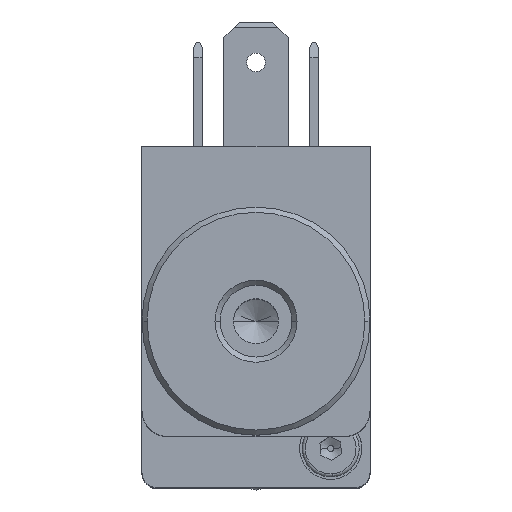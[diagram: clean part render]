
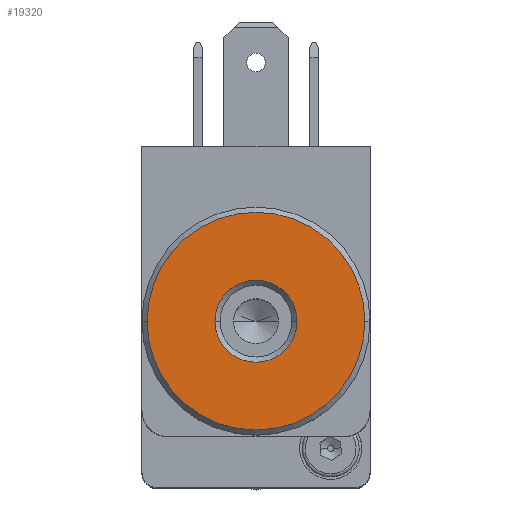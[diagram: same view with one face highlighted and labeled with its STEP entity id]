
A CAD part, top view. The second image highlights one B-rep face of the part: STEP entity #19320.
In plain terms, the highlighted face is planar.
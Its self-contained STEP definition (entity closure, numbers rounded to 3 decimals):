
#19090=CARTESIAN_POINT('',(-10.5,0.,-2.25));
#19091=VERTEX_POINT('',#19090);
#19098=CARTESIAN_POINT('',(10.5,0.0,-2.25));
#19099=VERTEX_POINT('',#19098);
#19100=CARTESIAN_POINT('',(0.0,0.0,-2.25));
#19101=DIRECTION('',(0.0,0.0,1.0));
#19102=DIRECTION('',(-1.0,0.0,0.0));
#19103=AXIS2_PLACEMENT_3D('',#19100,#19101,#19102);
#19104=CIRCLE('',#19103,10.5);
#19105=EDGE_CURVE('',#19091,#19099,#19104,.T.);
#19164=CARTESIAN_POINT('',(-3.956,0.,-2.25));
#19165=VERTEX_POINT('',#19164);
#19179=CARTESIAN_POINT('',(3.956,0.0,-2.25));
#19180=VERTEX_POINT('',#19179);
#19187=CARTESIAN_POINT('',(0.0,0.0,-2.25));
#19188=DIRECTION('',(0.0,0.0,-1.0));
#19189=DIRECTION('',(-1.0,0.0,0.0));
#19190=AXIS2_PLACEMENT_3D('',#19187,#19188,#19189);
#19191=CIRCLE('',#19190,3.956);
#19192=EDGE_CURVE('',#19180,#19165,#19191,.T.);
#19289=CARTESIAN_POINT('',(0.0,0.0,-2.25));
#19290=DIRECTION('',(0.0,0.0,-1.0));
#19291=DIRECTION('',(-1.0,0.0,0.0));
#19292=AXIS2_PLACEMENT_3D('',#19289,#19290,#19291);
#19293=CIRCLE('',#19292,3.956);
#19294=EDGE_CURVE('',#19165,#19180,#19293,.T.);
#19301=CARTESIAN_POINT('',(0.92,0.0,-2.25));
#19302=DIRECTION('',(0.0,0.0,1.0));
#19303=DIRECTION('',(1.0,0.0,0.0));
#19304=AXIS2_PLACEMENT_3D('',#19301,#19302,#19303);
#19305=PLANE('',#19304);
#19306=CARTESIAN_POINT('',(0.0,0.0,-2.25));
#19307=DIRECTION('',(0.0,0.0,1.0));
#19308=DIRECTION('',(-1.0,0.0,0.0));
#19309=AXIS2_PLACEMENT_3D('',#19306,#19307,#19308);
#19310=CIRCLE('',#19309,10.5);
#19311=EDGE_CURVE('',#19099,#19091,#19310,.T.);
#19312=ORIENTED_EDGE('',*,*,#19311,.F.);
#19313=ORIENTED_EDGE('',*,*,#19105,.F.);
#19314=EDGE_LOOP('',(#19312,#19313));
#19315=FACE_OUTER_BOUND('',#19314,.T.);
#19316=ORIENTED_EDGE('',*,*,#19192,.F.);
#19317=ORIENTED_EDGE('',*,*,#19294,.F.);
#19318=EDGE_LOOP('',(#19316,#19317));
#19319=FACE_BOUND('',#19318,.T.);
#19320=ADVANCED_FACE('',(#19315,#19319),#19305,.F.);
